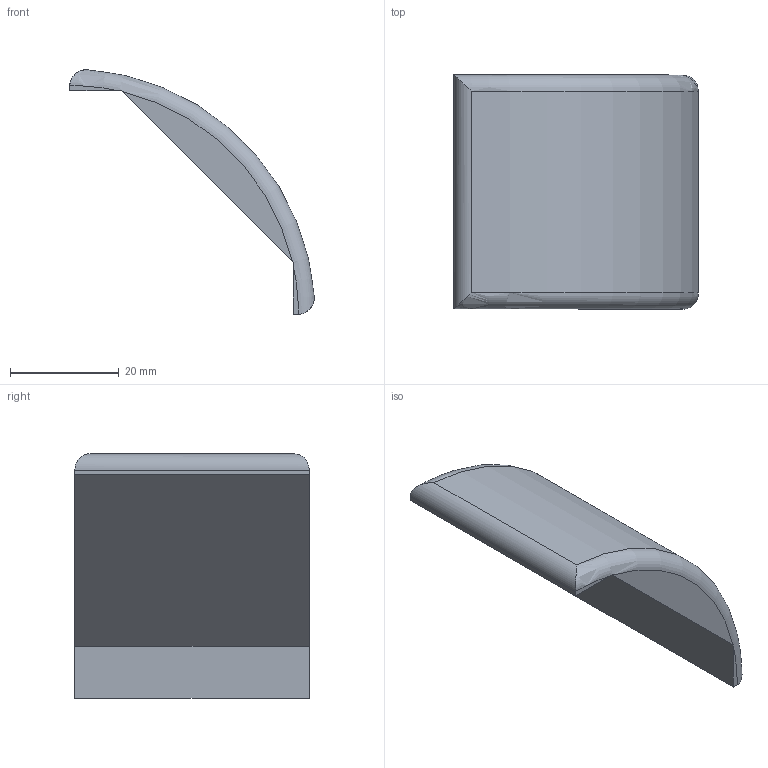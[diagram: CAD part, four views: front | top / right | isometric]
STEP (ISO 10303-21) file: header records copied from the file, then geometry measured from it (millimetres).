
FILE_DESCRIPTION(/* description */ (''),/* implementation_level */ '2;1');
FILE_NAME(/* name */ '123131',/* time_stamp */ '2014-10-06T13:07:42+02:00',/* author */ (''),/* organization */ (''),/* preprocessor_version */ 'ST-DEVELOPER v14',/* originating_system */ 'HiCAD 2013 1802.4 Build 509',/* authorisation */ '');
FILE_SCHEMA (('AUTOMOTIVE_DESIGN { 1 0 10303 214 1 1 1 1 }'));
Length unit declared in the file: millimetre
Products named in the file (2): Root; 123131AFDEKKAP HOEKSTUK 45x45 LUXURYBOIKON0
Assembly tree (1 placements, depth 2):
  Root
    123131AFDEKKAP HOEKSTUK 45x45 LUXURYBOIKON0
Bounding box: 44.89 x 43 x 44.89 mm (x, y, z)
Volume: 16996.1 mm3; surface area: 6617.8 mm2
Topology: 1 solids, 1 shells, 16 faces, 42 edges, 29 vertices
Faces by surface type: plane 11, cylinder 3, torus 2
Entity records: 1152 total; most frequent: CARTESIAN_POINT 321, PRESENTATION_STYLE_ASSIGNMENT 85, COLOUR_RGB 85, DRAUGHTING_PRE_DEFINED_CURVE_FONT 84, CURVE_STYLE 84, OVER_RIDING_STYLED_ITEM 84, ORIENTED_EDGE 84, DIRECTION 78
